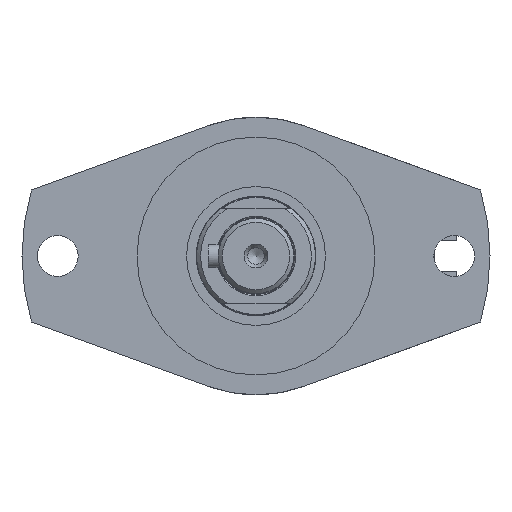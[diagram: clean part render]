
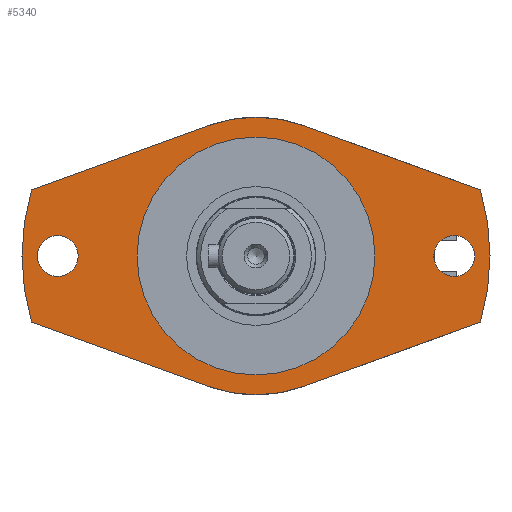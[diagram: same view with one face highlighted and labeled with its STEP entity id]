
A CAD part, left-side view. The second image highlights one B-rep face of the part: STEP entity #5340.
In plain terms, the highlighted planar face has unit normal (-1, 0, 0).
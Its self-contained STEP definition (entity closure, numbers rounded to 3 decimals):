
#122=FACE_BOUND('',#1788,.T.);
#123=FACE_BOUND('',#1789,.T.);
#124=FACE_BOUND('',#1790,.T.);
#734=LINE('',#8742,#1121);
#735=LINE('',#8745,#1122);
#736=LINE('',#8747,#1123);
#737=LINE('',#8750,#1124);
#1121=VECTOR('',#6943,10.);
#1122=VECTOR('',#6946,10.);
#1123=VECTOR('',#6947,10.);
#1124=VECTOR('',#6950,10.);
#1478=FACE_OUTER_BOUND('',#1787,.T.);
#1787=EDGE_LOOP('',(#4350,#4351,#4352,#4353,#4354,#4355,#4356,#4357));
#1788=EDGE_LOOP('',(#4358));
#1789=EDGE_LOOP('',(#4359));
#1790=EDGE_LOOP('',(#4360,#4361));
#2080=CIRCLE('',#5787,59.);
#2081=CIRCLE('',#5789,30.);
#2082=CIRCLE('',#5790,30.);
#2086=CIRCLE('',#5796,59.);
#2087=CIRCLE('',#5798,35.);
#2088=CIRCLE('',#5799,35.);
#2089=CIRCLE('',#5800,5.15);
#2090=CIRCLE('',#5801,5.15);
#2535=VERTEX_POINT('',#8715);
#2536=VERTEX_POINT('',#8717);
#2537=VERTEX_POINT('',#8721);
#2538=VERTEX_POINT('',#8722);
#2541=VERTEX_POINT('',#8732);
#2544=VERTEX_POINT('',#8737);
#2545=VERTEX_POINT('',#8741);
#2546=VERTEX_POINT('',#8743);
#2547=VERTEX_POINT('',#8746);
#2548=VERTEX_POINT('',#8748);
#2549=VERTEX_POINT('',#8751);
#2550=VERTEX_POINT('',#8753);
#3185=EDGE_CURVE('',#2535,#2536,#2080,.T.);
#3187=EDGE_CURVE('',#2537,#2538,#2081,.T.);
#3188=EDGE_CURVE('',#2538,#2537,#2082,.T.);
#3195=EDGE_CURVE('',#2544,#2541,#2086,.T.);
#3196=EDGE_CURVE('',#2535,#2545,#734,.T.);
#3197=EDGE_CURVE('',#2545,#2546,#2087,.T.);
#3198=EDGE_CURVE('',#2546,#2541,#735,.T.);
#3199=EDGE_CURVE('',#2544,#2547,#736,.T.);
#3200=EDGE_CURVE('',#2547,#2548,#2088,.T.);
#3201=EDGE_CURVE('',#2548,#2536,#737,.T.);
#3202=EDGE_CURVE('',#2549,#2549,#2089,.T.);
#3203=EDGE_CURVE('',#2550,#2550,#2090,.T.);
#4350=ORIENTED_EDGE('',*,*,#3196,.T.);
#4351=ORIENTED_EDGE('',*,*,#3197,.T.);
#4352=ORIENTED_EDGE('',*,*,#3198,.T.);
#4353=ORIENTED_EDGE('',*,*,#3195,.F.);
#4354=ORIENTED_EDGE('',*,*,#3199,.T.);
#4355=ORIENTED_EDGE('',*,*,#3200,.T.);
#4356=ORIENTED_EDGE('',*,*,#3201,.T.);
#4357=ORIENTED_EDGE('',*,*,#3185,.F.);
#4358=ORIENTED_EDGE('',*,*,#3202,.T.);
#4359=ORIENTED_EDGE('',*,*,#3203,.T.);
#4360=ORIENTED_EDGE('',*,*,#3187,.T.);
#4361=ORIENTED_EDGE('',*,*,#3188,.T.);
#5113=PLANE('',#5797);
#5340=ADVANCED_FACE('',(#1478,#122,#123,#124),#5113,.T.);
#5787=AXIS2_PLACEMENT_3D('',#8718,#6917,#6918);
#5789=AXIS2_PLACEMENT_3D('',#8723,#6922,#6923);
#5790=AXIS2_PLACEMENT_3D('',#8724,#6924,#6925);
#5796=AXIS2_PLACEMENT_3D('',#8739,#6939,#6940);
#5797=AXIS2_PLACEMENT_3D('',#8740,#6941,#6942);
#5798=AXIS2_PLACEMENT_3D('',#8744,#6944,#6945);
#5799=AXIS2_PLACEMENT_3D('',#8749,#6948,#6949);
#5800=AXIS2_PLACEMENT_3D('',#8752,#6951,#6952);
#5801=AXIS2_PLACEMENT_3D('',#8754,#6953,#6954);
#6917=DIRECTION('center_axis',(1.,0.,0.));
#6918=DIRECTION('ref_axis',(0.,1.,0.));
#6922=DIRECTION('center_axis',(1.,0.,0.));
#6923=DIRECTION('ref_axis',(0.,1.,0.));
#6924=DIRECTION('center_axis',(1.,0.,0.));
#6925=DIRECTION('ref_axis',(0.,1.,0.));
#6939=DIRECTION('center_axis',(1.,0.,0.));
#6940=DIRECTION('ref_axis',(0.,1.,0.));
#6941=DIRECTION('center_axis',(-1.,0.,0.));
#6942=DIRECTION('ref_axis',(0.,0.,
1.));
#6943=DIRECTION('',(0.,-0.94,-0.342));
#6944=DIRECTION('center_axis',(-1.,0.,0.));
#6945=DIRECTION('ref_axis',(0.,-0.342,0.94));
#6946=DIRECTION('',(0.,-0.94,0.342));
#6947=DIRECTION('',(0.,0.94,0.342));
#6948=DIRECTION('center_axis',(-1.,0.,0.));
#6949=DIRECTION('ref_axis',(0.,0.342,-0.94));
#6950=DIRECTION('',(0.,0.94,-0.342));
#6951=DIRECTION('center_axis',(1.,0.,0.));
#6952=DIRECTION('ref_axis',(0.,0.,-1.));
#6953=DIRECTION('center_axis',(1.,0.,0.));
#6954=DIRECTION('ref_axis',(0.,0.,-1.));
#8715=CARTESIAN_POINT('',(-195.7,56.604,-16.644));
#8717=CARTESIAN_POINT('',(-195.7,56.604,16.644));
#8718=CARTESIAN_POINT('Origin',(-195.7,0.,0.));
#8721=CARTESIAN_POINT('',(-195.7,30.,0.));
#8722=CARTESIAN_POINT('',(-195.7,-30.,0.));
#8723=CARTESIAN_POINT('Origin',(-195.7,0.,0.));
#8724=CARTESIAN_POINT('Origin',(-195.7,0.,0.));
#8732=CARTESIAN_POINT('',(-195.7,-56.604,-16.644));
#8737=CARTESIAN_POINT('',(-195.7,-56.604,16.644));
#8739=CARTESIAN_POINT('Origin',(-195.7,0.,0.));
#8740=CARTESIAN_POINT('Origin',(-195.7,44.5,0.));
#8741=CARTESIAN_POINT('',(-195.7,11.971,-32.889));
#8742=CARTESIAN_POINT('',(-195.7,76.799,-9.294));
#8743=CARTESIAN_POINT('',(-195.7,-11.971,-32.889));
#8744=CARTESIAN_POINT('Origin',(-195.7,0.,0.));
#8745=CARTESIAN_POINT('',(-195.7,7.677,-40.04));
#8746=CARTESIAN_POINT('',(-195.7,-11.971,32.889));
#8747=CARTESIAN_POINT('',(-195.7,-37.505,23.596));
#8748=CARTESIAN_POINT('',(-195.7,11.971,32.889));
#8749=CARTESIAN_POINT('Origin',(-195.7,0.,0.));
#8750=CARTESIAN_POINT('',(-195.7,31.618,25.738));
#8751=CARTESIAN_POINT('',(-195.7,-50.,5.15));
#8752=CARTESIAN_POINT('Origin',(-195.7,-50.,0.));
#8753=CARTESIAN_POINT('',(-195.7,50.,5.15));
#8754=CARTESIAN_POINT('Origin',(-195.7,50.,0.));
